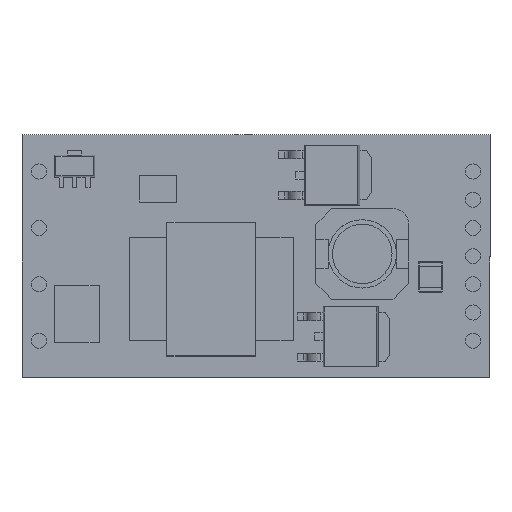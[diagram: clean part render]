
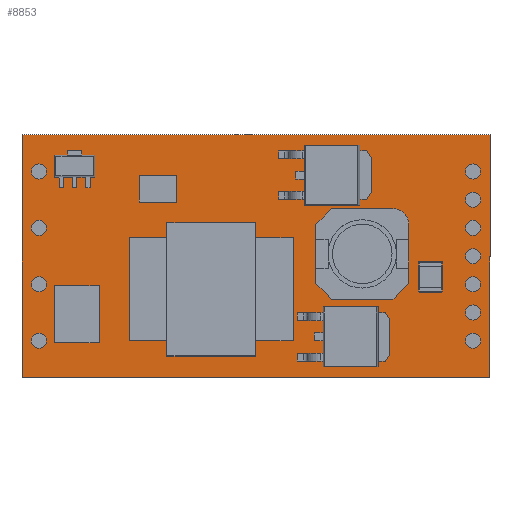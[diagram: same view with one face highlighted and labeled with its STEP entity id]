
A CAD part, top view. The second image highlights one B-rep face of the part: STEP entity #8853.
In plain terms, the highlighted planar face has unit normal (0, 0, 1).
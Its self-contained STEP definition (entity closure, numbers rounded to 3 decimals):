
#8723=CARTESIAN_POINT('',(-26.35,-13.65,3.0));
#8724=VERTEX_POINT('',#8723);
#8725=CARTESIAN_POINT('',(-26.35,13.65,3.0));
#8726=VERTEX_POINT('',#8725);
#8727=CARTESIAN_POINT('',(-26.35,-13.65,3.0));
#8728=DIRECTION('',(0.0,1.0,0.0));
#8729=VECTOR('',#8728,27.3);
#8730=LINE('',#8727,#8729);
#8731=EDGE_CURVE('',#8724,#8726,#8730,.T.);
#8763=CARTESIAN_POINT('',(26.35,13.65,3.0));
#8764=VERTEX_POINT('',#8763);
#8765=CARTESIAN_POINT('',(-26.35,13.65,3.0));
#8766=DIRECTION('',(1.0,0.0,0.0));
#8767=VECTOR('',#8766,52.7);
#8768=LINE('',#8765,#8767);
#8769=EDGE_CURVE('',#8726,#8764,#8768,.T.);
#8794=CARTESIAN_POINT('',(26.35,-13.65,3.0));
#8795=VERTEX_POINT('',#8794);
#8796=CARTESIAN_POINT('',(26.35,13.65,3.0));
#8797=DIRECTION('',(0.0,-1.0,0.0));
#8798=VECTOR('',#8797,27.3);
#8799=LINE('',#8796,#8798);
#8800=EDGE_CURVE('',#8764,#8795,#8799,.T.);
#8825=CARTESIAN_POINT('',(26.35,-13.65,3.0));
#8826=DIRECTION('',(-1.0,0.0,0.0));
#8827=VECTOR('',#8826,52.7);
#8828=LINE('',#8825,#8827);
#8829=EDGE_CURVE('',#8795,#8724,#8828,.T.);
#8842=CARTESIAN_POINT('',(0.,0.,3.0));
#8843=DIRECTION('',(0.0,0.0,1.0));
#8844=DIRECTION('',(-1.0,0.0,0.0));
#8845=AXIS2_PLACEMENT_3D('',#8842,#8843,#8844);
#8846=PLANE('',#8845);
#8847=ORIENTED_EDGE('',*,*,#8731,.F.);
#8848=ORIENTED_EDGE('',*,*,#8829,.F.);
#8849=ORIENTED_EDGE('',*,*,#8800,.F.);
#8850=ORIENTED_EDGE('',*,*,#8769,.F.);
#8851=EDGE_LOOP('',(#8847,#8848,#8849,#8850));
#8852=FACE_OUTER_BOUND('',#8851,.T.);
#8853=ADVANCED_FACE('',(#8852),#8846,.T.);
